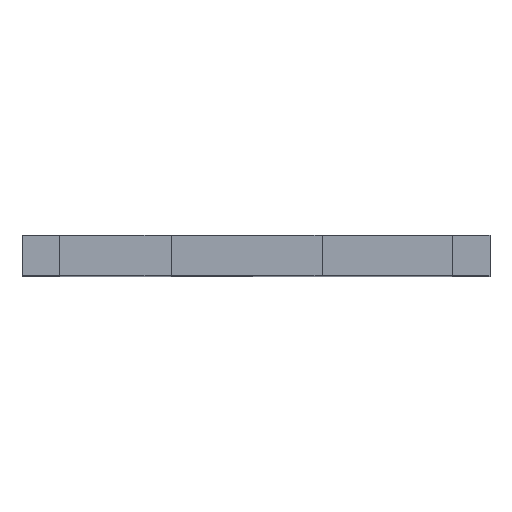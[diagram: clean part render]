
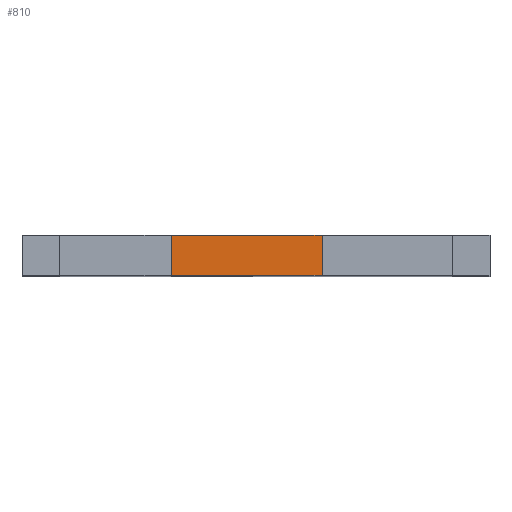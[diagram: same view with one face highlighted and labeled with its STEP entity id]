
A CAD part, top view. The second image highlights one B-rep face of the part: STEP entity #810.
In plain terms, the highlighted planar face has unit normal (0, 0, 1).
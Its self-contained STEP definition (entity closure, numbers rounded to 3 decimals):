
#46=FACE_OUTER_BOUND('',#86,.T.);
#86=EDGE_LOOP('',(#595,#596,#597,#598));
#164=LINE('',#1202,#274);
#165=LINE('',#1205,#275);
#166=LINE('',#1207,#276);
#167=LINE('',#1208,#277);
#274=VECTOR('',#988,10.);
#275=VECTOR('',#991,10.);
#276=VECTOR('',#992,10.);
#277=VECTOR('',#993,10.);
#371=VERTEX_POINT('',#1198);
#372=VERTEX_POINT('',#1200);
#373=VERTEX_POINT('',#1204);
#374=VERTEX_POINT('',#1206);
#464=EDGE_CURVE('',#371,#372,#164,.T.);
#465=EDGE_CURVE('',#373,#371,#165,.T.);
#466=EDGE_CURVE('',#374,#372,#166,.T.);
#467=EDGE_CURVE('',#373,#374,#167,.T.);
#595=ORIENTED_EDGE('',*,*,#465,.T.);
#596=ORIENTED_EDGE('',*,*,#464,.T.);
#597=ORIENTED_EDGE('',*,*,#466,.F.);
#598=ORIENTED_EDGE('',*,*,#467,.F.);
#770=PLANE('',#874);
#810=ADVANCED_FACE('',(#46),#770,.T.);
#874=AXIS2_PLACEMENT_3D('',#1203,#989,#990);
#988=DIRECTION('',(0.,1.,0.));
#989=DIRECTION('center_axis',(0.,0.,1.));
#990=DIRECTION('ref_axis',(1.,0.,0.));
#991=DIRECTION('',(1.,0.,0.));
#992=DIRECTION('',(1.,0.,0.));
#993=DIRECTION('',(0.,1.,0.));
#1198=CARTESIAN_POINT('',(3.955,0.,28.088));
#1200=CARTESIAN_POINT('',(3.955,2.4,28.088));
#1202=CARTESIAN_POINT('',(3.955,0.,28.088));
#1203=CARTESIAN_POINT('Origin',(-5.045,0.,28.088));
#1204=CARTESIAN_POINT('',(-5.045,0.,28.088));
#1205=CARTESIAN_POINT('',(-5.045,0.,28.088));
#1206=CARTESIAN_POINT('',(-5.045,2.4,28.088));
#1207=CARTESIAN_POINT('',(-5.045,2.4,28.088));
#1208=CARTESIAN_POINT('',(-5.045,0.,28.088));
